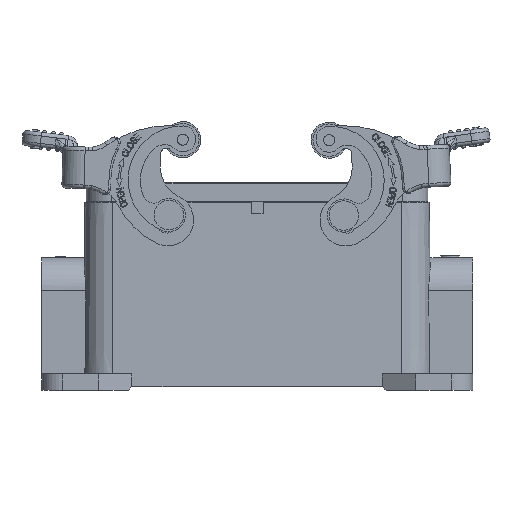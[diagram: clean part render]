
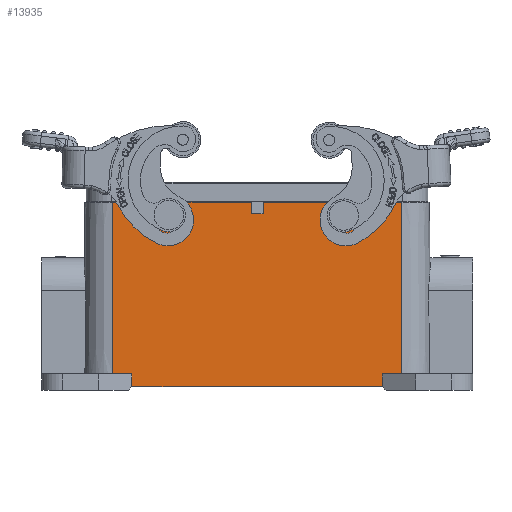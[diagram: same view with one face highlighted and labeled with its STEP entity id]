
A CAD part, front view. The second image highlights one B-rep face of the part: STEP entity #13935.
In plain terms, the highlighted planar face has unit normal (0, -1, 0.009).
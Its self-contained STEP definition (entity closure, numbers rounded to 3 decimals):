
#918=ELLIPSE('',#35575,1.5,1.5);
#919=ELLIPSE('',#35576,1.5,1.5);
#2281=LINE('',#46864,#4551);
#2282=LINE('',#46866,#4552);
#2294=LINE('',#46909,#4564);
#2299=LINE('',#46930,#4569);
#2306=LINE('',#46965,#4576);
#2335=LINE('',#47040,#4605);
#2338=LINE('',#47054,#4608);
#2345=LINE('',#47070,#4615);
#2479=LINE('',#47567,#4749);
#2492=LINE('',#47601,#4762);
#2494=LINE('',#47605,#4764);
#2495=LINE('',#47611,#4765);
#4551=VECTOR('',#38744,1.);
#4552=VECTOR('',#38747,1.);
#4564=VECTOR('',#38771,1.);
#4569=VECTOR('',#38782,1.);
#4576=VECTOR('',#38801,1.);
#4605=VECTOR('',#38874,1.);
#4608=VECTOR('',#38891,1.);
#4615=VECTOR('',#38902,1.);
#4749=VECTOR('',#39186,1.);
#4762=VECTOR('',#39221,1.);
#4764=VECTOR('',#39225,1.);
#4765=VECTOR('',#39232,1.);
#12992=PLANE('',#35577);
#13935=ADVANCED_FACE('',(#15969,#15970,#15971),#12992,.T.);
#15969=FACE_BOUND('',#16592,.T.);
#15970=FACE_BOUND('',#16593,.T.);
#15971=FACE_BOUND('',#16594,.T.);
#16592=EDGE_LOOP('',(#19661));
#16593=EDGE_LOOP('',(#19662));
#16594=EDGE_LOOP('',(#19663,#19664,#19665,#19666,#19667,#19668,#19669,#19670,
#19671,#19672,#19673,#19674));
#19661=ORIENTED_EDGE('',*,*,#30412,.T.);
#19662=ORIENTED_EDGE('',*,*,#30413,.T.);
#19663=ORIENTED_EDGE('',*,*,#30409,.T.);
#19664=ORIENTED_EDGE('',*,*,#30392,.T.);
#19665=ORIENTED_EDGE('',*,*,#30210,.F.);
#19666=ORIENTED_EDGE('',*,*,#30202,.T.);
#19667=ORIENTED_EDGE('',*,*,#30195,.F.);
#19668=ORIENTED_EDGE('',*,*,#30414,.T.);
#19669=ORIENTED_EDGE('',*,*,#30157,.F.);
#19670=ORIENTED_EDGE('',*,*,#30145,.T.);
#19671=ORIENTED_EDGE('',*,*,#30137,.T.);
#19672=ORIENTED_EDGE('',*,*,#30121,.T.);
#19673=ORIENTED_EDGE('',*,*,#30120,.F.);
#19674=ORIENTED_EDGE('',*,*,#30411,.F.);
#27146=VERTEX_POINT('',#46861);
#27147=VERTEX_POINT('',#46863);
#27148=VERTEX_POINT('',#46867);
#27161=VERTEX_POINT('',#46910);
#27166=VERTEX_POINT('',#46931);
#27176=VERTEX_POINT('',#46966);
#27197=VERTEX_POINT('',#47035);
#27199=VERTEX_POINT('',#47039);
#27204=VERTEX_POINT('',#47055);
#27211=VERTEX_POINT('',#47071);
#27331=VERTEX_POINT('',#47568);
#27341=VERTEX_POINT('',#47602);
#27342=VERTEX_POINT('',#47608);
#27343=VERTEX_POINT('',#47610);
#30120=EDGE_CURVE('',#27147,#27146,#2281,.T.);
#30121=EDGE_CURVE('',#27148,#27146,#2282,.T.);
#30137=EDGE_CURVE('',#27161,#27148,#2294,.T.);
#30145=EDGE_CURVE('',#27166,#27161,#2299,.T.);
#30157=EDGE_CURVE('',#27166,#27176,#2306,.T.);
#30195=EDGE_CURVE('',#27199,#27197,#2335,.T.);
#30202=EDGE_CURVE('',#27204,#27197,#2338,.T.);
#30210=EDGE_CURVE('',#27204,#27211,#2345,.T.);
#30392=EDGE_CURVE('',#27331,#27211,#2479,.T.);
#30409=EDGE_CURVE('',#27341,#27331,#2492,.T.);
#30411=EDGE_CURVE('',#27341,#27147,#2494,.T.);
#30412=EDGE_CURVE('',#27342,#27342,#918,.T.);
#30413=EDGE_CURVE('',#27343,#27343,#919,.T.);
#30414=EDGE_CURVE('',#27199,#27176,#2495,.T.);
#35575=AXIS2_PLACEMENT_3D('',#47607,#39228,#39229);
#35576=AXIS2_PLACEMENT_3D('',#47609,#39230,#39231);
#35577=AXIS2_PLACEMENT_3D('',#47612,#39233,#39234);
#38744=DIRECTION('',(1.,0.,0.));
#38747=DIRECTION('',(0.,-0.009,-1.));
#38771=DIRECTION('',(-1.,0.,0.));
#38782=DIRECTION('',(0.,0.009,1.));
#38801=DIRECTION('',(-1.,0.,0.));
#38874=DIRECTION('',(-1.,0.,0.));
#38891=DIRECTION('',(0.,-0.009,-1.));
#38902=DIRECTION('',(-1.,0.,0.));
#39186=DIRECTION('',(0.,-0.009,-1.));
#39221=DIRECTION('',(-1.,0.,0.));
#39225=DIRECTION('',(0.,-0.009,-1.));
#39228=DIRECTION('',(0.,1.,-0.009));
#39229=DIRECTION('',(0.,0.009,1.));
#39230=DIRECTION('',(0.,1.,-0.009));
#39231=DIRECTION('',(0.,0.009,1.));
#39232=DIRECTION('',(0.,0.009,1.));
#39233=DIRECTION('',(0.,-1.,0.009));
#39234=DIRECTION('',(-1.,0.,0.));
#46861=CARTESIAN_POINT('',(1.6,-21.526,21.5));
#46863=CARTESIAN_POINT('',(-1.6,-21.526,21.5));
#46864=CARTESIAN_POINT('',(-1.6,-21.526,21.5));
#46866=CARTESIAN_POINT('',(1.6,-21.5,24.5));
#46867=CARTESIAN_POINT('',(1.6,-21.5,24.5));
#46909=CARTESIAN_POINT('',(39.25,-21.5,24.5));
#46910=CARTESIAN_POINT('',(39.25,-21.5,24.5));
#46930=CARTESIAN_POINT('',(39.25,-21.906,-22.));
#46931=CARTESIAN_POINT('',(39.25,-21.906,-22.));
#46965=CARTESIAN_POINT('',(39.25,-21.906,-22.));
#46966=CARTESIAN_POINT('',(34.,-21.906,-22.));
#47035=CARTESIAN_POINT('',(-34.,-21.936,-25.5));
#47039=CARTESIAN_POINT('',(34.,-21.936,-25.5));
#47040=CARTESIAN_POINT('',(34.,-21.936,-25.5));
#47054=CARTESIAN_POINT('',(-34.,-21.906,-22.));
#47055=CARTESIAN_POINT('',(-34.,-21.906,-22.));
#47070=CARTESIAN_POINT('',(-34.,-21.906,-22.));
#47071=CARTESIAN_POINT('',(-39.25,-21.906,-22.));
#47567=CARTESIAN_POINT('',(-39.25,-21.5,24.5));
#47568=CARTESIAN_POINT('',(-39.25,-21.5,24.5));
#47601=CARTESIAN_POINT('',(-1.6,-21.5,24.5));
#47602=CARTESIAN_POINT('',(-1.6,-21.5,24.5));
#47605=CARTESIAN_POINT('',(-1.6,-21.5,24.5));
#47607=CARTESIAN_POINT('',(23.75,-21.531,21.));
#47608=CARTESIAN_POINT('',(23.75,-21.517,22.5));
#47609=CARTESIAN_POINT('',(-23.75,-21.531,21.));
#47610=CARTESIAN_POINT('',(-23.75,-21.517,22.5));
#47611=CARTESIAN_POINT('',(34.,-21.936,-25.5));
#47612=CARTESIAN_POINT('',(-41.628,-21.5,24.5));
